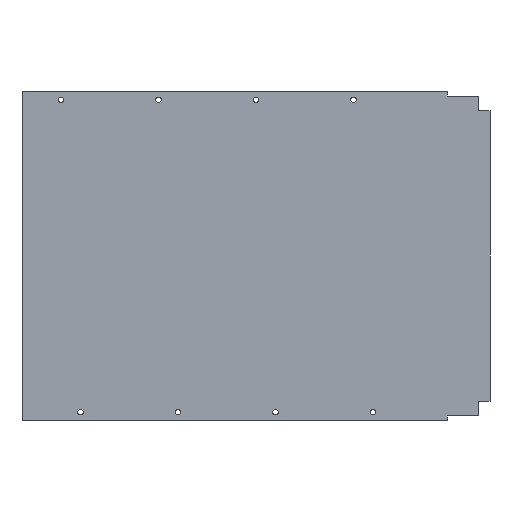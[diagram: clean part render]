
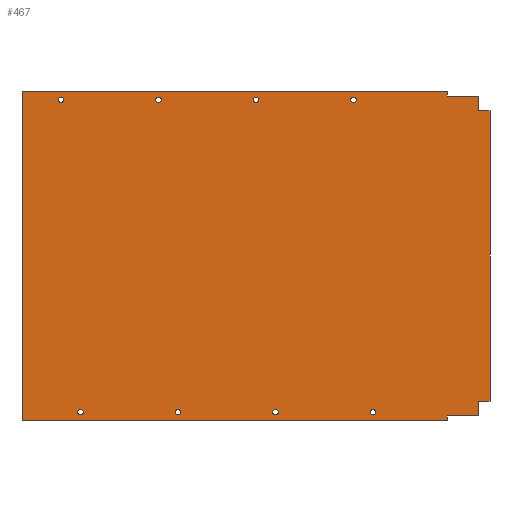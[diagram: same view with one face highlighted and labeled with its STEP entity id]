
A CAD part, front view. The second image highlights one B-rep face of the part: STEP entity #467.
In plain terms, the highlighted planar face has unit normal (0, -1, 0).
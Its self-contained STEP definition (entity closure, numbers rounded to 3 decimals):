
#29=FACE_BOUND('',#98,.T.);
#30=FACE_BOUND('',#99,.T.);
#31=FACE_BOUND('',#100,.T.);
#32=FACE_BOUND('',#101,.T.);
#33=FACE_BOUND('',#102,.T.);
#34=FACE_BOUND('',#103,.T.);
#35=FACE_BOUND('',#104,.T.);
#36=FACE_BOUND('',#105,.T.);
#53=PLANE('',#525);
#75=FACE_OUTER_BOUND('',#97,.T.);
#97=EDGE_LOOP('',(#387,#388,#389,#390,#391,#392,#393,#394,#395,#396,#397,
#398));
#98=EDGE_LOOP('',(#399));
#99=EDGE_LOOP('',(#400));
#100=EDGE_LOOP('',(#401));
#101=EDGE_LOOP('',(#402));
#102=EDGE_LOOP('',(#403));
#103=EDGE_LOOP('',(#404));
#104=EDGE_LOOP('',(#405));
#105=EDGE_LOOP('',(#406));
#129=LINE('',#709,#173);
#133=LINE('',#716,#177);
#136=LINE('',#722,#180);
#139=LINE('',#728,#183);
#142=LINE('',#736,#186);
#146=LINE('',#743,#190);
#149=LINE('',#749,#193);
#152=LINE('',#755,#196);
#153=LINE('',#758,#197);
#154=LINE('',#760,#198);
#155=LINE('',#761,#199);
#156=LINE('',#762,#200);
#173=VECTOR('',#593,10.);
#177=VECTOR('',#599,10.);
#180=VECTOR('',#604,10.);
#183=VECTOR('',#609,10.);
#186=VECTOR('',#614,10.);
#190=VECTOR('',#620,10.);
#193=VECTOR('',#625,10.);
#196=VECTOR('',#630,10.);
#197=VECTOR('',#633,10.);
#198=VECTOR('',#634,10.);
#199=VECTOR('',#635,10.);
#200=VECTOR('',#636,10.);
#208=CIRCLE('',#495,2.75);
#210=CIRCLE('',#498,2.75);
#212=CIRCLE('',#501,2.75);
#214=CIRCLE('',#504,2.75);
#216=CIRCLE('',#507,2.75);
#218=CIRCLE('',#510,2.75);
#220=CIRCLE('',#513,2.75);
#222=CIRCLE('',#516,2.75);
#224=VERTEX_POINT('',#657);
#226=VERTEX_POINT('',#663);
#228=VERTEX_POINT('',#669);
#230=VERTEX_POINT('',#675);
#232=VERTEX_POINT('',#681);
#234=VERTEX_POINT('',#687);
#236=VERTEX_POINT('',#693);
#238=VERTEX_POINT('',#699);
#241=VERTEX_POINT('',#706);
#242=VERTEX_POINT('',#708);
#244=VERTEX_POINT('',#714);
#246=VERTEX_POINT('',#720);
#248=VERTEX_POINT('',#726);
#251=VERTEX_POINT('',#733);
#252=VERTEX_POINT('',#735);
#254=VERTEX_POINT('',#741);
#256=VERTEX_POINT('',#747);
#258=VERTEX_POINT('',#753);
#259=VERTEX_POINT('',#757);
#260=VERTEX_POINT('',#759);
#265=EDGE_CURVE('',#224,#224,#208,.T.);
#268=EDGE_CURVE('',#226,#226,#210,.T.);
#271=EDGE_CURVE('',#228,#228,#212,.T.);
#274=EDGE_CURVE('',#230,#230,#214,.T.);
#277=EDGE_CURVE('',#232,#232,#216,.T.);
#280=EDGE_CURVE('',#234,#234,#218,.T.);
#283=EDGE_CURVE('',#236,#236,#220,.T.);
#286=EDGE_CURVE('',#238,#238,#222,.T.);
#289=EDGE_CURVE('',#242,#241,#129,.T.);
#293=EDGE_CURVE('',#241,#244,#133,.T.);
#296=EDGE_CURVE('',#244,#246,#136,.T.);
#299=EDGE_CURVE('',#246,#248,#139,.T.);
#302=EDGE_CURVE('',#252,#251,#142,.T.);
#306=EDGE_CURVE('',#251,#254,#146,.T.);
#309=EDGE_CURVE('',#254,#256,#149,.T.);
#312=EDGE_CURVE('',#256,#258,#152,.T.);
#313=EDGE_CURVE('',#248,#259,#153,.T.);
#314=EDGE_CURVE('',#259,#260,#154,.T.);
#315=EDGE_CURVE('',#260,#252,#155,.T.);
#316=EDGE_CURVE('',#258,#242,#156,.T.);
#387=ORIENTED_EDGE('',*,*,#289,.T.);
#388=ORIENTED_EDGE('',*,*,#293,.T.);
#389=ORIENTED_EDGE('',*,*,#296,.T.);
#390=ORIENTED_EDGE('',*,*,#299,.T.);
#391=ORIENTED_EDGE('',*,*,#313,.T.);
#392=ORIENTED_EDGE('',*,*,#314,.T.);
#393=ORIENTED_EDGE('',*,*,#315,.T.);
#394=ORIENTED_EDGE('',*,*,#302,.T.);
#395=ORIENTED_EDGE('',*,*,#306,.T.);
#396=ORIENTED_EDGE('',*,*,#309,.T.);
#397=ORIENTED_EDGE('',*,*,#312,.T.);
#398=ORIENTED_EDGE('',*,*,#316,.T.);
#399=ORIENTED_EDGE('',*,*,#265,.T.);
#400=ORIENTED_EDGE('',*,*,#268,.T.);
#401=ORIENTED_EDGE('',*,*,#271,.T.);
#402=ORIENTED_EDGE('',*,*,#274,.T.);
#403=ORIENTED_EDGE('',*,*,#277,.T.);
#404=ORIENTED_EDGE('',*,*,#280,.T.);
#405=ORIENTED_EDGE('',*,*,#283,.T.);
#406=ORIENTED_EDGE('',*,*,#286,.T.);
#467=ADVANCED_FACE('',(#75,#29,#30,#31,#32,#33,#34,#35,#36),#53,.T.);
#495=AXIS2_PLACEMENT_3D('',#659,#538,#539);
#498=AXIS2_PLACEMENT_3D('',#665,#545,#546);
#501=AXIS2_PLACEMENT_3D('',#671,#552,#553);
#504=AXIS2_PLACEMENT_3D('',#677,#559,#560);
#507=AXIS2_PLACEMENT_3D('',#683,#566,#567);
#510=AXIS2_PLACEMENT_3D('',#689,#573,#574);
#513=AXIS2_PLACEMENT_3D('',#695,#580,#581);
#516=AXIS2_PLACEMENT_3D('',#701,#587,#588);
#525=AXIS2_PLACEMENT_3D('',#756,#631,#632);
#538=DIRECTION('center_axis',(0.,1.,0.));
#539=DIRECTION('ref_axis',(-1.,0.,0.));
#545=DIRECTION('center_axis',(0.,1.,0.));
#546=DIRECTION('ref_axis',(-1.,0.,0.));
#552=DIRECTION('center_axis',(0.,1.,0.));
#553=DIRECTION('ref_axis',(-1.,0.,0.));
#559=DIRECTION('center_axis',(0.,1.,0.));
#560=DIRECTION('ref_axis',(-1.,0.,0.));
#566=DIRECTION('center_axis',(0.,1.,0.));
#567=DIRECTION('ref_axis',(-1.,0.,0.));
#573=DIRECTION('center_axis',(0.,1.,0.));
#574=DIRECTION('ref_axis',(-1.,0.,0.));
#580=DIRECTION('center_axis',(0.,1.,0.));
#581=DIRECTION('ref_axis',(-1.,0.,0.));
#587=DIRECTION('center_axis',(0.,1.,0.));
#588=DIRECTION('ref_axis',(-1.,0.,0.));
#593=DIRECTION('',(-1.,0.,0.));
#599=DIRECTION('',(0.,0.,1.));
#604=DIRECTION('',(-1.,0.,0.));
#609=DIRECTION('',(0.,0.,1.));
#614=DIRECTION('',(0.,0.,1.));
#620=DIRECTION('',(1.,0.,0.));
#625=DIRECTION('',(0.,0.,1.));
#630=DIRECTION('',(1.,0.,0.));
#631=DIRECTION('center_axis',(0.,-1.,0.));
#632=DIRECTION('ref_axis',(0.,0.,-1.));
#633=DIRECTION('',(-1.,0.,0.));
#634=DIRECTION('',(0.,0.,-1.));
#635=DIRECTION('',(1.,0.,0.));
#636=DIRECTION('',(0.,0.,1.));
#657=CARTESIAN_POINT('',(22.75,0.,-160.183));
#659=CARTESIAN_POINT('Origin',(20.,0.,-160.183));
#663=CARTESIAN_POINT('',(-177.25,0.,-160.183));
#665=CARTESIAN_POINT('Origin',(-180.,0.,-160.183));
#669=CARTESIAN_POINT('',(2.75,0.,160.183));
#671=CARTESIAN_POINT('Origin',(0.,0.,160.183));
#675=CARTESIAN_POINT('',(-197.25,0.,160.183));
#677=CARTESIAN_POINT('Origin',(-200.,0.,160.183));
#681=CARTESIAN_POINT('',(-97.25,0.,160.183));
#683=CARTESIAN_POINT('Origin',(-100.,0.,160.183));
#687=CARTESIAN_POINT('',(102.75,0.,160.183));
#689=CARTESIAN_POINT('Origin',(100.,0.,160.183));
#693=CARTESIAN_POINT('',(-77.25,0.,-160.183));
#695=CARTESIAN_POINT('Origin',(-80.,0.,-160.183));
#699=CARTESIAN_POINT('',(122.75,0.,-160.183));
#701=CARTESIAN_POINT('Origin',(120.,0.,-160.183));
#706=CARTESIAN_POINT('',(228.,0.,148.915));
#708=CARTESIAN_POINT('',(240.,0.,148.915));
#709=CARTESIAN_POINT('',(114.,0.,148.915));
#714=CARTESIAN_POINT('',(228.,0.,163.915));
#716=CARTESIAN_POINT('',(228.,0.,81.958));
#720=CARTESIAN_POINT('',(196.,0.,163.915));
#722=CARTESIAN_POINT('',(98.,0.,163.915));
#726=CARTESIAN_POINT('',(196.,0.,168.915));
#728=CARTESIAN_POINT('',(196.,0.,84.458));
#733=CARTESIAN_POINT('',(196.,0.,-163.915));
#735=CARTESIAN_POINT('',(196.,0.,-168.915));
#736=CARTESIAN_POINT('',(196.,0.,-81.958));
#741=CARTESIAN_POINT('',(228.,0.,-163.915));
#743=CARTESIAN_POINT('',(114.,0.,-163.915));
#747=CARTESIAN_POINT('',(228.,0.,-148.915));
#749=CARTESIAN_POINT('',(228.,0.,-74.458));
#753=CARTESIAN_POINT('',(240.,0.,-148.915));
#755=CARTESIAN_POINT('',(120.,0.,-148.915));
#756=CARTESIAN_POINT('Origin',(0.,0.,0.));
#757=CARTESIAN_POINT('',(-240.,0.,168.915));
#758=CARTESIAN_POINT('',(240.,0.,168.915));
#759=CARTESIAN_POINT('',(-240.,0.,-168.915));
#760=CARTESIAN_POINT('',(-240.,0.,168.915));
#761=CARTESIAN_POINT('',(-240.,0.,-168.915));
#762=CARTESIAN_POINT('',(240.,0.,-168.915));
